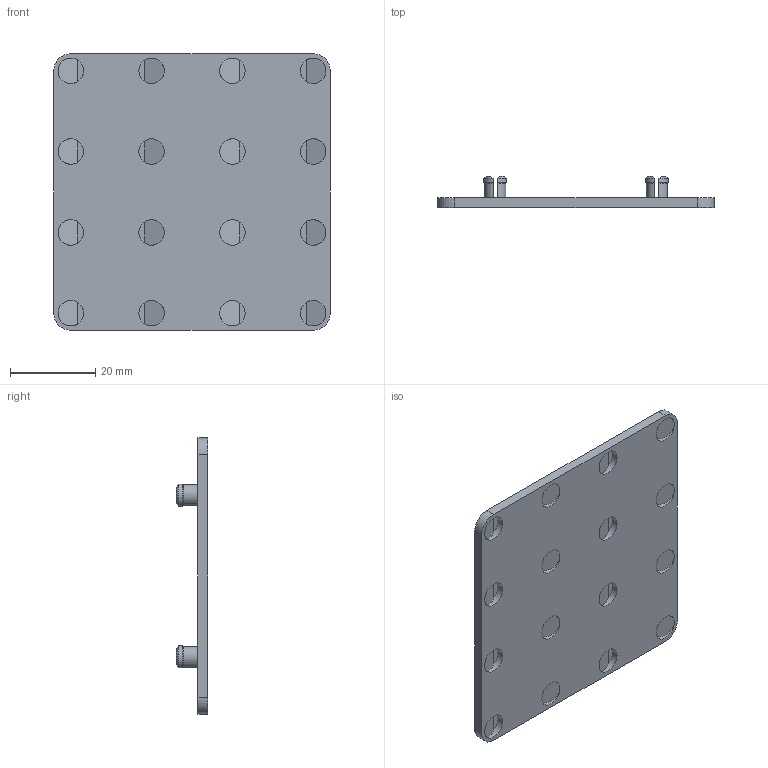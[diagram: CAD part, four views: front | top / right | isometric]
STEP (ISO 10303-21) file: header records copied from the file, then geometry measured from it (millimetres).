
FILE_DESCRIPTION(/* description */ (''),/* implementation_level */ '2;1');
FILE_NAME(/* name */ 'Off-Centre_Piston-Sleeve.step',/* time_stamp */ '2024-06-01T14:04:59+10:00',/* author */ (''),/* organization */ (''),/* preprocessor_version */ 'ST-DEVELOPER v20',/* originating_system */ 'Autodesk Translation Framework v12.14.0.127',/* authorisation */ '');
FILE_SCHEMA (('AUTOMOTIVE_DESIGN { 1 0 10303 214 3 1 1 }'));
Length unit declared in the file: millimetre
Products named in the file (1): Piston Sleeve
Bounding box: 65 x 7.42 x 65 mm (x, y, z)
Volume: 9619 mm3; surface area: 9782.3 mm2
Topology: 1 solids, 1 shells, 122 faces, 256 edges, 160 vertices
Faces by surface type: plane 62, cylinder 44, cone 16
Full cylindrical faces by diameter (mm): 6 x8
Entity records: 3305 total; most frequent: CARTESIAN_POINT 619, DIRECTION 598, ORIENTED_EDGE 512, EDGE_CURVE 256, AXIS2_PLACEMENT_3D 251, VERTEX_POINT 160, EDGE_LOOP 146, FACE_OUTER_BOUND 122
